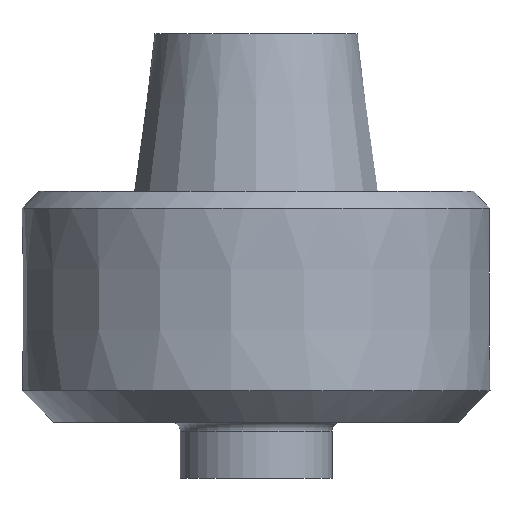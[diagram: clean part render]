
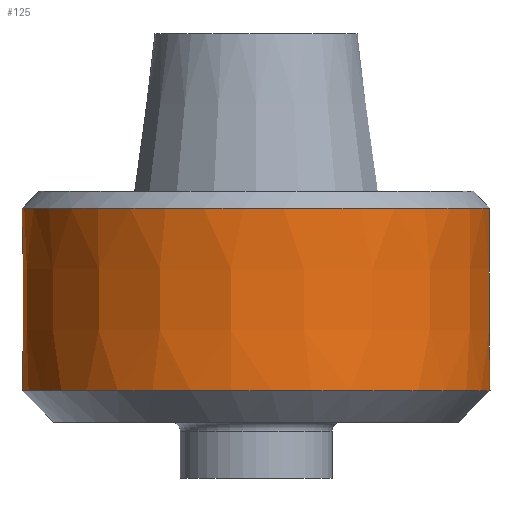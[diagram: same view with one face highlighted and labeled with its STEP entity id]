
A CAD part, front view. The second image highlights one B-rep face of the part: STEP entity #125.
In plain terms, the highlighted conical face has half-angle 0 degrees and reference radius 20.8 mm.
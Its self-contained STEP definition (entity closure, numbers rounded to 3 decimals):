
#32=CONICAL_SURFACE('',#310,20.8,0.);
#99=FACE_BOUND('',#171,.T.);
#100=FACE_BOUND('',#172,.T.);
#125=ADVANCED_FACE('',(#99,#100),#32,.T.);
#171=EDGE_LOOP('',(#209));
#172=EDGE_LOOP('',(#210));
#209=ORIENTED_EDGE('',*,*,#253,.T.);
#210=ORIENTED_EDGE('',*,*,#254,.F.);
#234=VERTEX_POINT('',#447);
#235=VERTEX_POINT('',#449);
#253=EDGE_CURVE('',#234,#234,#272,.T.);
#254=EDGE_CURVE('',#235,#235,#273,.T.);
#272=CIRCLE('',#308,20.8);
#273=CIRCLE('',#309,20.8);
#308=AXIS2_PLACEMENT_3D('',#446,#381,#382);
#309=AXIS2_PLACEMENT_3D('',#448,#383,#384);
#310=AXIS2_PLACEMENT_3D('',#450,#385,#386);
#381=DIRECTION('',(0.,0.,-1.));
#382=DIRECTION('',(0.,1.,0.));
#383=DIRECTION('',(0.,0.,-1.));
#384=DIRECTION('',(0.109,0.994,0.));
#385=DIRECTION('',(0.,0.,-1.));
#386=DIRECTION('',(1.,0.,0.));
#446=CARTESIAN_POINT('',(0.,0.,9.5));
#447=CARTESIAN_POINT('',(0.,20.8,9.5));
#448=CARTESIAN_POINT('',(0.,0.,-6.7));
#449=CARTESIAN_POINT('',(2.272,20.676,-6.7));
#450=CARTESIAN_POINT('',(0.,0.,9.5));
